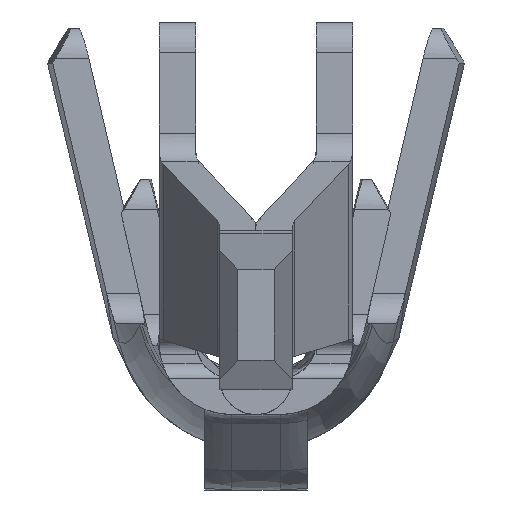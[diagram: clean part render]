
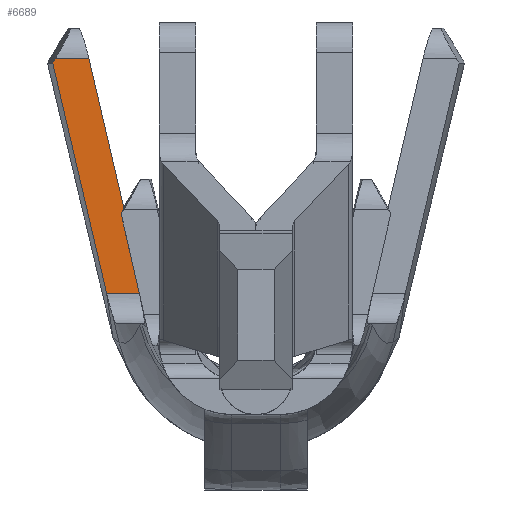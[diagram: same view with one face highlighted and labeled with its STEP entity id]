
A CAD part, front view. The second image highlights one B-rep face of the part: STEP entity #6689.
In plain terms, the highlighted planar face has unit normal (0, -1, 0).
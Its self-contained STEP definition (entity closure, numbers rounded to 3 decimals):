
#1957=DIRECTION('',(1.,0.,0.));
#1958=VECTOR('',#1957,0.11);
#1959=CARTESIAN_POINT('',(-0.663,-0.5,1.3));
#1960=LINE('',#1959,#1958);
#1961=DIRECTION('',(1.,0.,0.));
#1962=VECTOR('',#1961,0.123);
#1963=CARTESIAN_POINT('',(-0.494,-0.5,0.52));
#1964=LINE('',#1963,#1962);
#1965=CARTESIAN_POINT('',(-0.663,-0.5,1.3));
#1966=CARTESIAN_POINT('',(-0.665,-0.5,1.297));
#1967=CARTESIAN_POINT('',(-0.668,-0.5,
1.292));
#1968=CARTESIAN_POINT('',(-0.671,-0.5,
1.287));
#1969=CARTESIAN_POINT('',(-0.673,-0.5,
1.284));
#1993=CARTESIAN_POINT('',(-0.553,-0.5,1.3));
#2051=DIRECTION('',(0.228,0.,-0.974));
#2052=VECTOR('',#2051,0.801);
#2053=CARTESIAN_POINT('',(-0.553,-0.5,1.3));
#2054=LINE('',#2053,#2052);
#2105=CARTESIAN_POINT('',(-0.673,-0.5,
1.284));
#2112=DIRECTION('',(-0.228,0.,0.974));
#2113=VECTOR('',#2112,0.785);
#2114=CARTESIAN_POINT('',(-0.494,-0.5,0.52));
#2115=LINE('',#2114,#2113);
#3037=CARTESIAN_POINT('',(-0.494,-0.5,0.52));
#3038=CARTESIAN_POINT('',(-0.371,-0.5,0.52));
#3039=VERTEX_POINT('',#3037);
#3040=VERTEX_POINT('',#3038);
#3293=VERTEX_POINT('',#2105);
#3326=VERTEX_POINT('',#1993);
#3327=CARTESIAN_POINT('',(-0.663,-0.5,1.3));
#3328=VERTEX_POINT('',#3327);
#6673=CARTESIAN_POINT('',(-1.152,-0.5,0.52));
#6674=DIRECTION('',(0.,1.,0.));
#6675=DIRECTION('',(0.,0.,1.));
#6676=AXIS2_PLACEMENT_3D('',#6673,#6674,#6675);
#6677=PLANE('',#6676);
#6679=ORIENTED_EDGE('',*,*,#6678,.T.);
#6681=ORIENTED_EDGE('',*,*,#6680,.T.);
#6682=ORIENTED_EDGE('',*,*,#6195,.F.);
#6684=ORIENTED_EDGE('',*,*,#6683,.T.);
#6686=ORIENTED_EDGE('',*,*,#6685,.F.);
#6687=EDGE_LOOP('',(#6679,#6681,#6682,#6684,#6686));
#6688=FACE_OUTER_BOUND('',#6687,.F.);
#6689=ADVANCED_FACE('',(#6688),#6677,.F.);
#1970=B_SPLINE_CURVE_WITH_KNOTS('',3,(#1965,#1966,#1967,#1968,#1969),
.UNSPECIFIED.,.F.,.F.,(4,1,4),(0.,0.5,1.),.UNSPECIFIED.);
#6195=EDGE_CURVE('',#3039,#3040,#1964,.T.);
#6678=EDGE_CURVE('',#3328,#3326,#1960,.T.);
#6680=EDGE_CURVE('',#3326,#3040,#2054,.T.);
#6683=EDGE_CURVE('',#3039,#3293,#2115,.T.);
#6685=EDGE_CURVE('',#3328,#3293,#1970,.T.);
